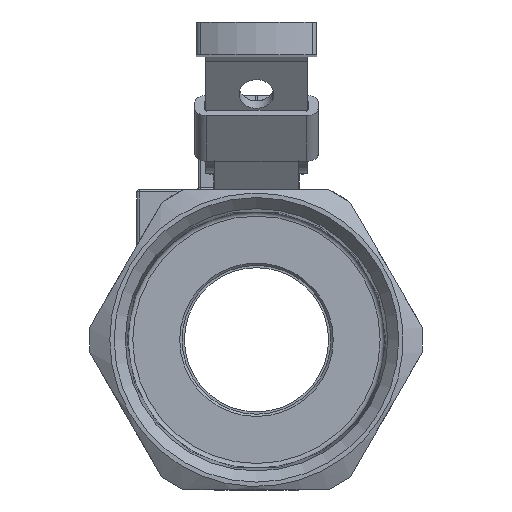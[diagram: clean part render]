
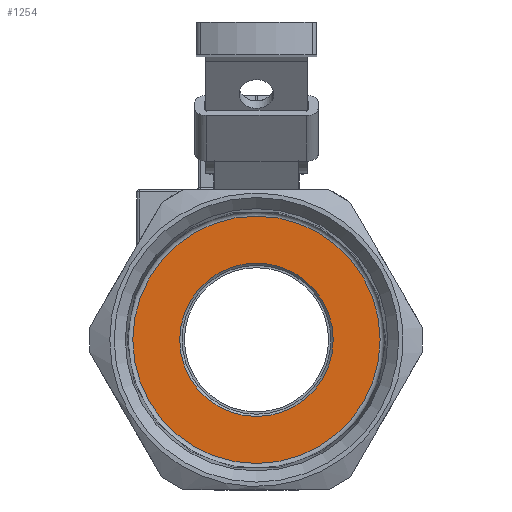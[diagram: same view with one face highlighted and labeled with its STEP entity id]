
A CAD part, left-side view. The second image highlights one B-rep face of the part: STEP entity #1254.
In plain terms, the highlighted planar face has unit normal (-1, 0, 0).
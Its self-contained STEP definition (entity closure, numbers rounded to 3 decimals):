
#1254=ADVANCED_FACE('',(#3125,#3126),#3127,.F.);
#3125=FACE_BOUND('',#6593,.T.);
#3126=FACE_OUTER_BOUND('',#6594,.T.);
#3127=PLANE('',#6595);
#6593=EDGE_LOOP('',(#9604));
#6594=EDGE_LOOP('',(#9605));
#6595=AXIS2_PLACEMENT_3D('',#9606,#9607,#9608);
#9604=ORIENTED_EDGE('',*,*,#17459,.F.);
#9605=ORIENTED_EDGE('',*,*,#17461,.T.);
#9606=CARTESIAN_POINT('',(-26.,-26.591,0.));
#9607=DIRECTION('',(1.0,0.0,0.));
#9608=DIRECTION('',(0.,0.0,1.0));
#17459=EDGE_CURVE('',#20752,#20752,#20753,.T.);
#17461=EDGE_CURVE('',#20755,#20755,#20756,.T.);
#20752=VERTEX_POINT('',#26015);
#20753=CIRCLE('',#26016,16.5);
#20755=VERTEX_POINT('',#26018);
#20756=CIRCLE('',#26019,26.591);
#26015=CARTESIAN_POINT('',(-26.,0.,-16.5));
#26016=AXIS2_PLACEMENT_3D('',#32883,#32884,#32885);
#26018=CARTESIAN_POINT('',(-26.,0.,-26.591));
#26019=AXIS2_PLACEMENT_3D('',#32886,#32887,#32888);
#32883=CARTESIAN_POINT('',(-26.,0.,0.));
#32884=DIRECTION('',(-1.0,0.0,0.));
#32885=DIRECTION('',(0.,0.0,-1.0));
#32886=CARTESIAN_POINT('',(-26.,0.,0.));
#32887=DIRECTION('',(-1.0,0.0,0.));
#32888=DIRECTION('',(0.,0.0,-1.0));
